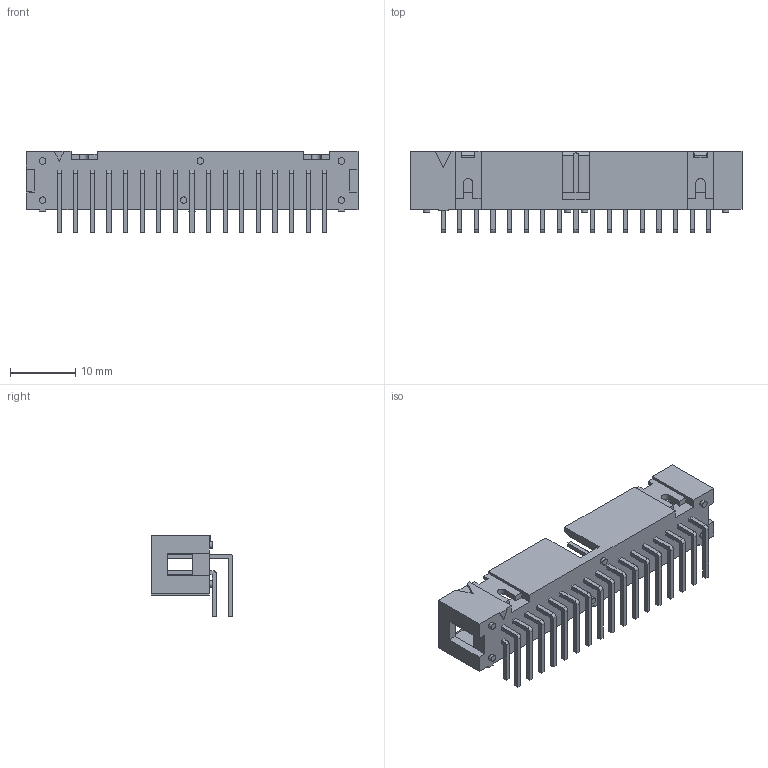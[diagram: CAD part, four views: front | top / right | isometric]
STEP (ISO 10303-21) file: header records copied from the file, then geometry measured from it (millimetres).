
FILE_DESCRIPTION((' '),'2;1');
FILE_NAME( '09185346323.stp', '2022-09-02T09:18:52', (' '), ('--- Datakit www.datakit.com---'), ' Datakit CrossCadWare V2022.3 Jun 15 2022', 'DATAKIT 2022 (c)', ' ');
FILE_SCHEMA(('AP242_MANAGED_MODEL_BASED_3D_ENGINEERING_MIM_LF { 1 0 10303 442 1 1 4 }'));
Length unit declared in the file: millimetre
Products named in the file (1): 09185346323
Bounding box: 50.8 x 12.52 x 12.4 mm (x, y, z)
Volume: 2158.1 mm3; surface area: 3998.1 mm2
Topology: 1 solids, 1 shells, 667 faces, 1649 edges, 1050 vertices
Faces by surface type: plane 625, cylinder 42
Full cylindrical faces by diameter (mm): 1 x6
Entity records: 19905 total; most frequent: CARTESIAN_POINT 3361, ORIENTED_EDGE 3286, DIRECTION 3063, EDGE_CURVE 1643, VECTOR 1559, LINE 1559, VERTEX_POINT 1050, AXIS2_PLACEMENT_3D 752
